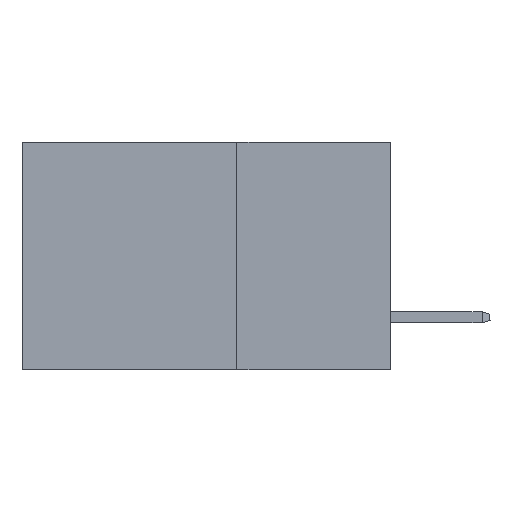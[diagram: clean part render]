
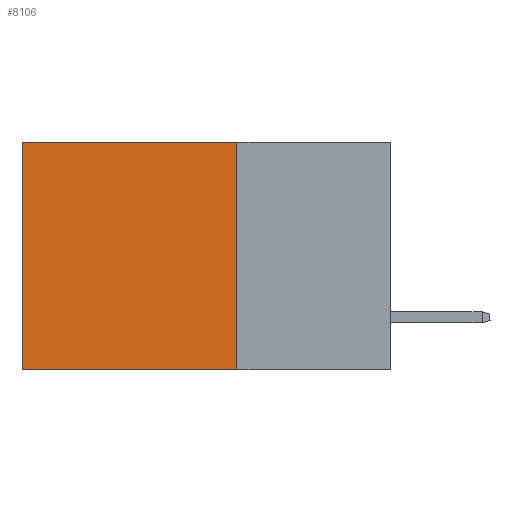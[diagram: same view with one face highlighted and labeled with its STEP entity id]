
A CAD part, left-side view. The second image highlights one B-rep face of the part: STEP entity #8106.
In plain terms, the highlighted planar face has unit normal (-1, 0, 0).
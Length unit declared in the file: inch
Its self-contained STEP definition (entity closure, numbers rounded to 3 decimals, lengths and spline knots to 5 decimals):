
#259 = VECTOR ( 'NONE', #2169, 39.37008 ) ;
#685 = LINE ( 'NONE', #1870, #259 ) ;
#971 = VERTEX_POINT ( 'NONE', #6659 ) ;
#1703 = CARTESIAN_POINT ( 'NONE',  ( 0.2875, 0.25, -0.37 ) ) ;
#1870 = CARTESIAN_POINT ( 'NONE',  ( 0.2875, 0.6, 0. ) ) ;
#2157 = EDGE_CURVE ( 'NONE', #11085, #971, #7658, .T. ) ;
#2169 = DIRECTION ( 'NONE',  ( 0., 0., -1. ) ) ;
#4128 = DIRECTION ( 'NONE',  ( 0., 1., 0. ) ) ;
#5019 = CARTESIAN_POINT ( 'NONE',  ( 0.2875, 0.25, 0. ) ) ;
#5170 = LINE ( 'NONE', #14786, #8333 ) ;
#5733 = CARTESIAN_POINT ( 'NONE',  ( 0.2875, 0.25, -0.37 ) ) ;
#6443 = VECTOR ( 'NONE', #4128, 39.37008 ) ;
#6659 = CARTESIAN_POINT ( 'NONE',  ( 0.2875, 0.6, -0.37 ) ) ;
#6867 = LINE ( 'NONE', #13550, #6443 ) ;
#7025 = CARTESIAN_POINT ( 'NONE',  ( 0.2875, 0.6, 0. ) ) ;
#7658 = LINE ( 'NONE', #1703, #14588 ) ;
#7688 = PLANE ( 'NONE',  #11938 ) ;
#8106 = ADVANCED_FACE ( 'NONE', ( #12241 ), #7688, .F. ) ;
#8333 = VECTOR ( 'NONE', #15842, 39.37008 ) ;
#8861 = ORIENTED_EDGE ( 'NONE', *, *, #9991, .F. ) ;
#9925 = ORIENTED_EDGE ( 'NONE', *, *, #12447, .T. ) ;
#9991 = EDGE_CURVE ( 'NONE', #17178, #11085, #5170, .T. ) ;
#10080 = EDGE_CURVE ( 'NONE', #17178, #15911, #6867, .T. ) ;
#11085 = VERTEX_POINT ( 'NONE', #5733 ) ;
#11938 = AXIS2_PLACEMENT_3D ( 'NONE', #5019, #17046, #15895 ) ;
#12241 = FACE_OUTER_BOUND ( 'NONE', #15002, .T. ) ;
#12447 = EDGE_CURVE ( 'NONE', #15911, #971, #685, .T. ) ;
#13550 = CARTESIAN_POINT ( 'NONE',  ( 0.2875, 0.25, 0. ) ) ;
#13822 = DIRECTION ( 'NONE',  ( 0., 1., 0. ) ) ;
#14240 = CARTESIAN_POINT ( 'NONE',  ( 0.2875, 0.25, 0. ) ) ;
#14588 = VECTOR ( 'NONE', #13822, 39.37008 ) ;
#14786 = CARTESIAN_POINT ( 'NONE',  ( 0.2875, 0.25, 0. ) ) ;
#15002 = EDGE_LOOP ( 'NONE', ( #9925, #16298, #8861, #15113 ) ) ;
#15113 = ORIENTED_EDGE ( 'NONE', *, *, #10080, .T. ) ;
#15842 = DIRECTION ( 'NONE',  ( 0., 0., -1. ) ) ;
#15895 = DIRECTION ( 'NONE',  ( 0., 0., -1. ) ) ;
#15911 = VERTEX_POINT ( 'NONE', #7025 ) ;
#16298 = ORIENTED_EDGE ( 'NONE', *, *, #2157, .F. ) ;
#17046 = DIRECTION ( 'NONE',  ( 1., 0., 0. ) ) ;
#17178 = VERTEX_POINT ( 'NONE', #14240 ) ;
